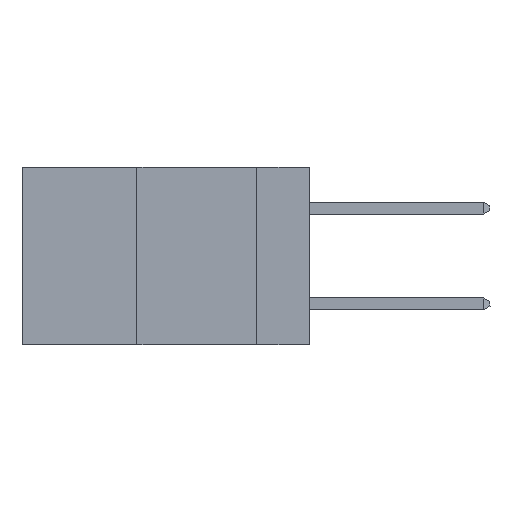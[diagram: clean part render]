
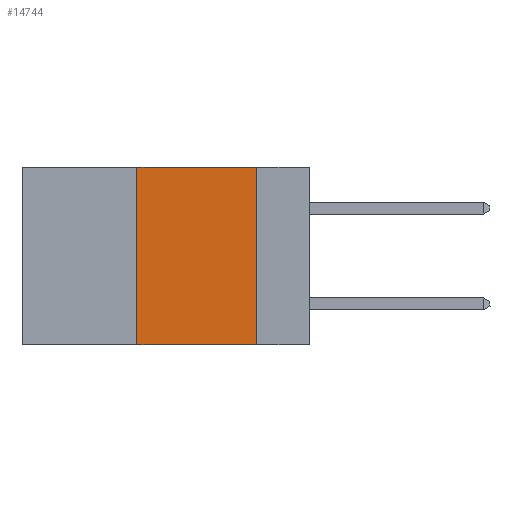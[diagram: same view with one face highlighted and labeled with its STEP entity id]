
A CAD part, left-side view. The second image highlights one B-rep face of the part: STEP entity #14744.
In plain terms, the highlighted planar face has unit normal (-1, 0, 0).
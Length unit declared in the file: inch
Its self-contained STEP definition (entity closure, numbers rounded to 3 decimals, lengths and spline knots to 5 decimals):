
#205 = VERTEX_POINT ( 'NONE', #15708 ) ;
#224 = DIRECTION ( 'NONE',  ( 0., -1., 0. ) ) ;
#1486 = FACE_OUTER_BOUND ( 'NONE', #4102, .T. ) ;
#1533 = LINE ( 'NONE', #5340, #15620 ) ;
#1722 = DIRECTION ( 'NONE',  ( 0., 0., 1. ) ) ;
#2521 = CARTESIAN_POINT ( 'NONE',  ( 0., 0.6, -0.37 ) ) ;
#2605 = VERTEX_POINT ( 'NONE', #7159 ) ;
#3328 = VERTEX_POINT ( 'NONE', #9185 ) ;
#3483 = LINE ( 'NONE', #12972, #9761 ) ;
#3730 = EDGE_CURVE ( 'NONE', #2605, #10356, #10438, .T. ) ;
#4102 = EDGE_LOOP ( 'NONE', ( #9427, #10696, #9700, #5465 ) ) ;
#5340 = CARTESIAN_POINT ( 'NONE',  ( 0., 0.11, 0. ) ) ;
#5465 = ORIENTED_EDGE ( 'NONE', *, *, #3730, .T. ) ;
#6651 = EDGE_CURVE ( 'NONE', #205, #10356, #1533, .T. ) ;
#6744 = VECTOR ( 'NONE', #7537, 39.37008 ) ;
#6879 = DIRECTION ( 'NONE',  ( 1., 0., 0. ) ) ;
#7159 = CARTESIAN_POINT ( 'NONE',  ( 0., 0.36, -0.37 ) ) ;
#7302 = CARTESIAN_POINT ( 'NONE',  ( 0., 0.6, 0. ) ) ;
#7537 = DIRECTION ( 'NONE',  ( 0., -1., 0. ) ) ;
#7779 = EDGE_CURVE ( 'NONE', #2605, #3328, #3483, .T. ) ;
#9072 = VECTOR ( 'NONE', #224, 39.37008 ) ;
#9121 = DIRECTION ( 'NONE',  ( 0., 0., -1. ) ) ;
#9185 = CARTESIAN_POINT ( 'NONE',  ( 0., 0.36, 0. ) ) ;
#9326 = DIRECTION ( 'NONE',  ( 0., 0., -1. ) ) ;
#9427 = ORIENTED_EDGE ( 'NONE', *, *, #6651, .F. ) ;
#9700 = ORIENTED_EDGE ( 'NONE', *, *, #7779, .F. ) ;
#9761 = VECTOR ( 'NONE', #1722, 39.37008 ) ;
#10356 = VERTEX_POINT ( 'NONE', #15876 ) ;
#10438 = LINE ( 'NONE', #2521, #9072 ) ;
#10570 = EDGE_CURVE ( 'NONE', #3328, #205, #14589, .T. ) ;
#10696 = ORIENTED_EDGE ( 'NONE', *, *, #10570, .F. ) ;
#11857 = CARTESIAN_POINT ( 'NONE',  ( 0., 0.6, 0. ) ) ;
#12972 = CARTESIAN_POINT ( 'NONE',  ( 0., 0.36, 0. ) ) ;
#13896 = AXIS2_PLACEMENT_3D ( 'NONE', #11857, #6879, #9326 ) ;
#14589 = LINE ( 'NONE', #7302, #6744 ) ;
#14744 = ADVANCED_FACE ( 'NONE', ( #1486 ), #14974, .F. ) ;
#14974 = PLANE ( 'NONE',  #13896 ) ;
#15620 = VECTOR ( 'NONE', #9121, 39.37008 ) ;
#15708 = CARTESIAN_POINT ( 'NONE',  ( 0., 0.11, 0. ) ) ;
#15876 = CARTESIAN_POINT ( 'NONE',  ( 0., 0.11, -0.37 ) ) ;
